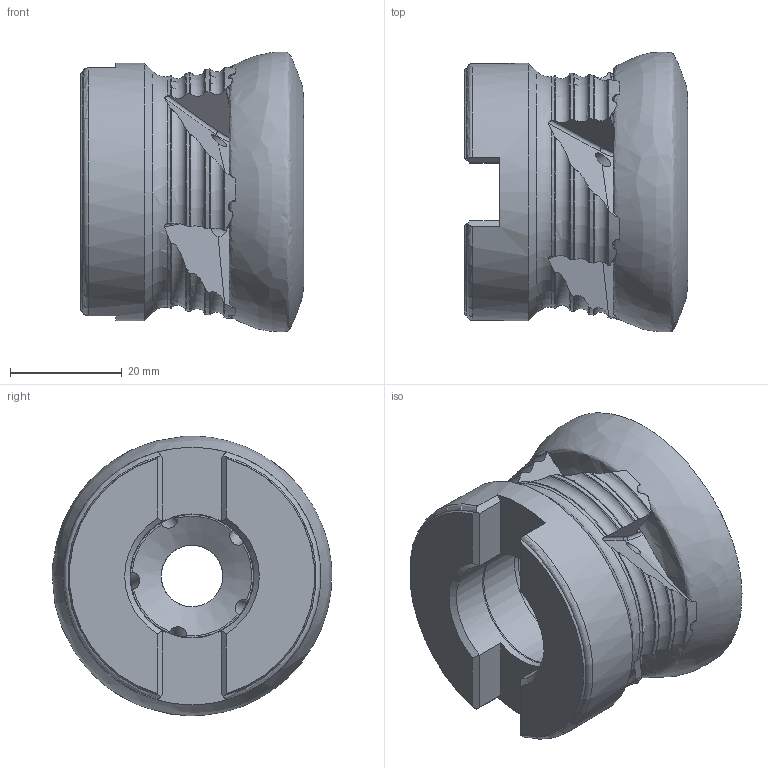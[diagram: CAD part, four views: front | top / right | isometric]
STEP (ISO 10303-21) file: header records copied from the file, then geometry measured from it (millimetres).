
FILE_DESCRIPTION (( 'STEP AP214' ), '1' );
FILE_NAME ('00PP-050-12-5.STEP', '2013-10-09T07:50:39', ( '' ), ( '' ), 'SwSTEP 2.0', 'SolidWorks 2013', '' );
FILE_SCHEMA (( 'AUTOMOTIVE_DESIGN' ));
Length unit declared in the file: millimetre
Products named in the file (1): 00PP-050-12-5
Bounding box: 39.94 x 49.96 x 49.93 mm (x, y, z)
Volume: 47694.5 mm3; surface area: 12902.1 mm2
Topology: 1 solids, 6 shells, 284 faces, 826 edges, 539 vertices
Faces by surface type: plane 98, cylinder 56, torus 55, cone 54, bspline 21
Full cylindrical faces by diameter (mm): 3 x5, 11 x1, 16.5 x1, 22 x1, 22.15 x1, 22.3 x1, 46 x1
Entity records: 13520 total; most frequent: CARTESIAN_POINT 6891, ORIENTED_EDGE 1588, DIRECTION 1084, EDGE_CURVE 794, VERTEX_POINT 525, AXIS2_PLACEMENT_3D 451, B_SPLINE_CURVE_WITH_KNOTS 361, EDGE_LOOP 307
